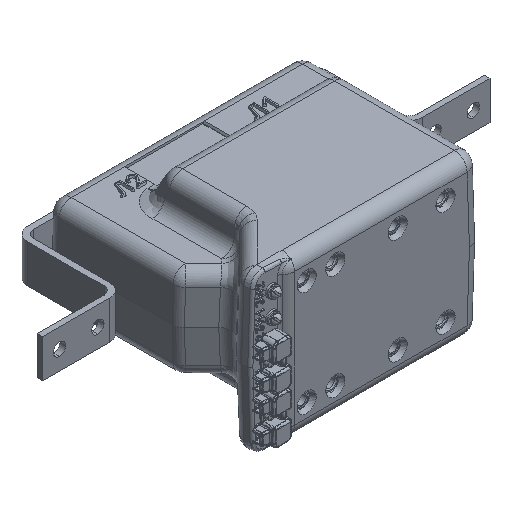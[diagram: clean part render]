
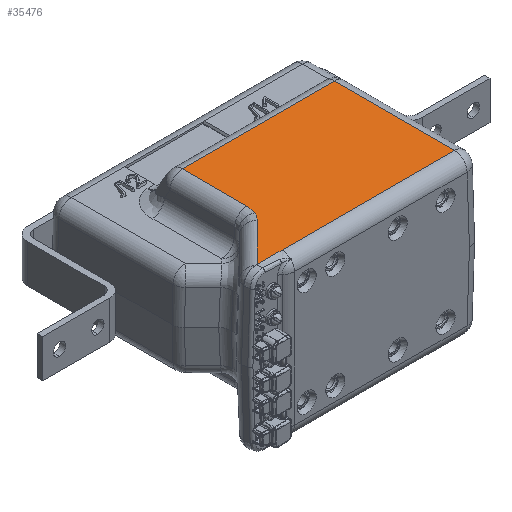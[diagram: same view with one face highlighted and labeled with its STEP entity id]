
A CAD part, isometric view. The second image highlights one B-rep face of the part: STEP entity #35476.
In plain terms, the highlighted planar face has unit normal (0, 0, 1).
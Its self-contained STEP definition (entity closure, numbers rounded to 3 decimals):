
#749 = FACE_OUTER_BOUND ( 'NONE', #43518, .T. ) ;
#8068 = LINE ( 'NONE', #49313, #8097 ) ;
#8097 = VECTOR ( 'NONE', #49330, 1000. ) ;
#8866 = CARTESIAN_POINT ( 'NONE',  ( 87.565, -89.5, 82.5 ) ) ;
#8934 = CARTESIAN_POINT ( 'NONE',  ( -78.852, -49.795, 82.5 ) ) ;
#11858 = VECTOR ( 'NONE', #31009, 1000. ) ;
#11939 = LINE ( 'NONE', #31003, #11858 ) ;
#12224 = CARTESIAN_POINT ( 'NONE',  ( -71.241, -31.422, 82.5 ) ) ;
#12241 = CARTESIAN_POINT ( 'NONE',  ( -71.909, -38.203, 82.5 ) ) ;
#12337 = ORIENTED_EDGE ( 'NONE', *, *, #15252, .T. ) ;
#12340 = ORIENTED_EDGE ( 'NONE', *, *, #15768, .T. ) ;
#12389 = ORIENTED_EDGE ( 'NONE', *, *, #15256, .F. ) ;
#12391 = ORIENTED_EDGE ( 'NONE', *, *, #15673, .T. ) ;
#12393 = ORIENTED_EDGE ( 'NONE', *, *, #37259, .F. ) ;
#12406 = CARTESIAN_POINT ( 'NONE',  ( -73.219, -41.366, 82.5 ) ) ;
#12435 = CARTESIAN_POINT ( 'NONE',  ( -71.241, -34.845, 82.5 ) ) ;
#12676 = DIRECTION ( 'NONE',  ( 1., 0., 0. ) ) ;
#13164 = CARTESIAN_POINT ( 'NONE',  ( -85., -89.5, 82.5 ) ) ;
#13199 = ORIENTED_EDGE ( 'NONE', *, *, #15425, .T. ) ;
#13202 = ORIENTED_EDGE ( 'NONE', *, *, #15762, .T. ) ;
#13203 = ORIENTED_EDGE ( 'NONE', *, *, #15577, .T. ) ;
#15252 = EDGE_CURVE ( 'NONE', #37149, #36576, #42808, .T. ) ;
#15256 = EDGE_CURVE ( 'NONE', #36070, #36151, #38478, .T. ) ;
#15425 = EDGE_CURVE ( 'NONE', #35976, #35985, #41918, .T. ) ;
#15577 = EDGE_CURVE ( 'NONE', #36588, #36034, #11939, .T. ) ;
#15673 = EDGE_CURVE ( 'NONE', #35985, #36151, #24837, .T. ) ;
#15762 = EDGE_CURVE ( 'NONE', #36576, #35976, #8068, .T. ) ;
#15768 = EDGE_CURVE ( 'NONE', #36034, #37149, #18153, .T. ) ;
#18153 = LINE ( 'NONE', #51394, #18155 ) ;
#18155 = VECTOR ( 'NONE', #51391, 1000. ) ;
#20868 = CARTESIAN_POINT ( 'NONE',  ( -85., -102.5, 82.5 ) ) ;
#20870 = PLANE ( 'NONE',  #47420 ) ;
#24423 = CARTESIAN_POINT ( 'NONE',  ( -71.241, -31.422, 82.5 ) ) ;
#24701 = CARTESIAN_POINT ( 'NONE',  ( -73.219, -41.366, 82.5 ) ) ;
#24837 = LINE ( 'NONE', #30884, #37714 ) ;
#24854 = CARTESIAN_POINT ( 'NONE',  ( -118.557, -89.5, 82.5 ) ) ;
#24990 = CARTESIAN_POINT ( 'NONE',  ( 87.565, 35.994, 82.5 ) ) ;
#25008 = CARTESIAN_POINT ( 'NONE',  ( -71.241, 35.994, 82.5 ) ) ;
#30165 = DIRECTION ( 'NONE',  ( 1., 0., 0. ) ) ;
#30283 = DIRECTION ( 'NONE',  ( 0., 0., 1. ) ) ;
#30884 = CARTESIAN_POINT ( 'NONE',  ( -71.241, -36.985, 82.5 ) ) ;
#30885 = DIRECTION ( 'NONE',  ( 0., -1., 0. ) ) ;
#31003 = CARTESIAN_POINT ( 'NONE',  ( -123.242, -94.186, 82.5 ) ) ;
#31009 = DIRECTION ( 'NONE',  ( -0.707, -0.707, 0. ) ) ;
#32396 = CARTESIAN_POINT ( 'NONE',  ( -83.795, 35.994, 82.5 ) ) ;
#32401 = DIRECTION ( 'NONE',  ( -1., 0., 0. ) ) ;
#35476 = ADVANCED_FACE ( 'NONE', ( #749 ), #20870, .T. ) ;
#35976 = VERTEX_POINT ( 'NONE', #24990 ) ;
#35985 = VERTEX_POINT ( 'NONE', #25008 ) ;
#36034 = VERTEX_POINT ( 'NONE', #24854 ) ;
#36070 = VERTEX_POINT ( 'NONE', #24701 ) ;
#36151 = VERTEX_POINT ( 'NONE', #24423 ) ;
#36576 = VERTEX_POINT ( 'NONE', #8866 ) ;
#36588 = VERTEX_POINT ( 'NONE', #8934 ) ;
#37149 = VERTEX_POINT ( 'NONE', #45902 ) ;
#37259 = EDGE_CURVE ( 'NONE', #36588, #36070, #37807, .T. ) ;
#37714 = VECTOR ( 'NONE', #30885, 1000. ) ;
#37807 =( BOUNDED_CURVE ( )  B_SPLINE_CURVE ( 3, ( #46030, #46032, #46033, #46034 ),
 .UNSPECIFIED., .F., .T. ) 
 B_SPLINE_CURVE_WITH_KNOTS ( ( 4, 4 ),
 ( 5.891, 6.283 ),
 .UNSPECIFIED. ) 
 CURVE ( )  GEOMETRIC_REPRESENTATION_ITEM ( )  RATIONAL_B_SPLINE_CURVE ( ( 1., 0.987, 0.987, 1. ) ) 
 REPRESENTATION_ITEM ( '' )  );
#38478 =( BOUNDED_CURVE ( )  B_SPLINE_CURVE ( 3, ( #12406, #12241, #12435, #12224 ),
 .UNSPECIFIED., .F., .T. ) 
 B_SPLINE_CURVE_WITH_KNOTS ( ( 4, 4 ),
 ( 0., 0.392 ),
 .UNSPECIFIED. ) 
 CURVE ( )  GEOMETRIC_REPRESENTATION_ITEM ( )  RATIONAL_B_SPLINE_CURVE ( ( 1., 0.987, 0.987, 1. ) ) 
 REPRESENTATION_ITEM ( '' )  );
#41918 = LINE ( 'NONE', #32396, #43689 ) ;
#42740 = VECTOR ( 'NONE', #12676, 1000. ) ;
#42808 = LINE ( 'NONE', #13164, #42740 ) ;
#43518 = EDGE_LOOP ( 'NONE', ( #12393, #13203, #12340, #12337, #13202, #13199, #12391, #12389 ) ) ;
#43689 = VECTOR ( 'NONE', #32401, 1000. ) ;
#45902 = CARTESIAN_POINT ( 'NONE',  ( -92.615, -89.5, 82.5 ) ) ;
#46030 = CARTESIAN_POINT ( 'NONE',  ( -78.852, -49.795, 82.5 ) ) ;
#46032 = CARTESIAN_POINT ( 'NONE',  ( -76.431, -47.375, 82.5 ) ) ;
#46033 = CARTESIAN_POINT ( 'NONE',  ( -74.529, -44.528, 82.5 ) ) ;
#46034 = CARTESIAN_POINT ( 'NONE',  ( -73.219, -41.366, 82.5 ) ) ;
#47420 = AXIS2_PLACEMENT_3D ( 'NONE', #20868, #30283, #30165 ) ;
#49313 = CARTESIAN_POINT ( 'NONE',  ( 87.565, 43.5, 82.5 ) ) ;
#49330 = DIRECTION ( 'NONE',  ( 0., 1., 0. ) ) ;
#51391 = DIRECTION ( 'NONE',  ( 1., 0., 0. ) ) ;
#51394 = CARTESIAN_POINT ( 'NONE',  ( -85., -89.5, 82.5 ) ) ;
